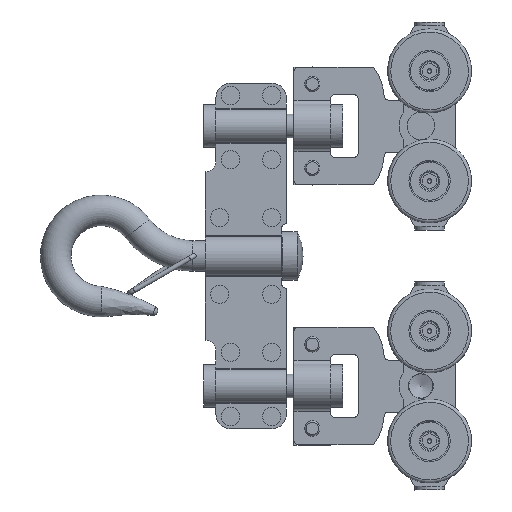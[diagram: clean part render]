
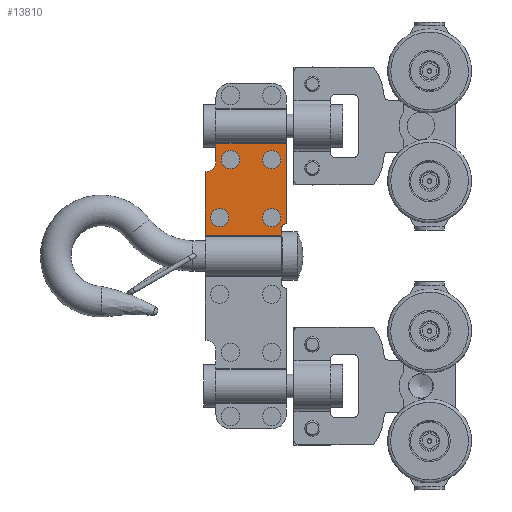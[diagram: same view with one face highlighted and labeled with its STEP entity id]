
A CAD part, front view. The second image highlights one B-rep face of the part: STEP entity #13810.
In plain terms, the highlighted planar face has unit normal (0, -1, 0).
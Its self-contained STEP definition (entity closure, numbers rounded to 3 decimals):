
#723=LINE('',#22486,#1480);
#781=LINE('',#23185,#1538);
#792=LINE('',#23221,#1549);
#800=LINE('',#23255,#1557);
#804=LINE('',#23265,#1561);
#808=LINE('',#23282,#1565);
#809=LINE('',#23284,#1566);
#810=LINE('',#23285,#1567);
#1480=VECTOR('',#18227,10.);
#1538=VECTOR('',#18587,10.);
#1549=VECTOR('',#18628,10.);
#1557=VECTOR('',#18668,10.);
#1561=VECTOR('',#18680,10.);
#1565=VECTOR('',#18700,10.);
#1566=VECTOR('',#18701,10.);
#1567=VECTOR('',#18702,10.);
#2591=FACE_BOUND('',#4523,.T.);
#2592=FACE_BOUND('',#4524,.T.);
#2593=FACE_BOUND('',#4525,.T.);
#2594=FACE_BOUND('',#4526,.T.);
#3331=FACE_OUTER_BOUND('',#4522,.T.);
#4522=EDGE_LOOP('',(#10923,#10924,#10925,#10926,#10927,#10928,#10929,#10930,
#10931,#10932));
#4523=EDGE_LOOP('',(#10933));
#4524=EDGE_LOOP('',(#10934));
#4525=EDGE_LOOP('',(#10935));
#4526=EDGE_LOOP('',(#10936));
#5205=CIRCLE('',#15058,6.);
#5326=CIRCLE('',#15255,7.);
#5329=CIRCLE('',#15262,3.);
#5344=CIRCLE('',#15289,6.);
#5345=CIRCLE('',#15290,6.);
#5346=CIRCLE('',#15291,6.);
#6313=VERTEX_POINT('',#22426);
#6334=VERTEX_POINT('',#22484);
#6335=VERTEX_POINT('',#22485);
#6459=VERTEX_POINT('',#23181);
#6460=VERTEX_POINT('',#23183);
#6467=VERTEX_POINT('',#23207);
#6470=VERTEX_POINT('',#23219);
#6471=VERTEX_POINT('',#23223);
#6479=VERTEX_POINT('',#23252);
#6480=VERTEX_POINT('',#23254);
#6488=VERTEX_POINT('',#23283);
#6489=VERTEX_POINT('',#23286);
#6490=VERTEX_POINT('',#23288);
#6491=VERTEX_POINT('',#23290);
#7816=EDGE_CURVE('',#6313,#6313,#5205,.T.);
#7837=EDGE_CURVE('',#6334,#6335,#723,.T.);
#8004=EDGE_CURVE('',#6459,#6460,#781,.T.);
#8015=EDGE_CURVE('',#6460,#6467,#5326,.T.);
#8022=EDGE_CURVE('',#6335,#6470,#792,.T.);
#8023=EDGE_CURVE('',#6470,#6471,#5329,.T.);
#8038=EDGE_CURVE('',#6480,#6479,#800,.T.);
#8044=EDGE_CURVE('',#6480,#6471,#804,.T.);
#8053=EDGE_CURVE('',#6459,#6479,#808,.T.);
#8054=EDGE_CURVE('',#6467,#6488,#809,.T.);
#8055=EDGE_CURVE('',#6334,#6488,#810,.T.);
#8056=EDGE_CURVE('',#6489,#6489,#5344,.T.);
#8057=EDGE_CURVE('',#6490,#6490,#5345,.T.);
#8058=EDGE_CURVE('',#6491,#6491,#5346,.T.);
#10923=ORIENTED_EDGE('',*,*,#8053,.F.);
#10924=ORIENTED_EDGE('',*,*,#8004,.T.);
#10925=ORIENTED_EDGE('',*,*,#8015,.T.);
#10926=ORIENTED_EDGE('',*,*,#8054,.T.);
#10927=ORIENTED_EDGE('',*,*,#8055,.F.);
#10928=ORIENTED_EDGE('',*,*,#7837,.T.);
#10929=ORIENTED_EDGE('',*,*,#8022,.T.);
#10930=ORIENTED_EDGE('',*,*,#8023,.T.);
#10931=ORIENTED_EDGE('',*,*,#8044,.F.);
#10932=ORIENTED_EDGE('',*,*,#8038,.T.);
#10933=ORIENTED_EDGE('',*,*,#8056,.T.);
#10934=ORIENTED_EDGE('',*,*,#8057,.T.);
#10935=ORIENTED_EDGE('',*,*,#7816,.T.);
#10936=ORIENTED_EDGE('',*,*,#8058,.T.);
#12204=PLANE('',#15288);
#13810=ADVANCED_FACE('',(#3331,#2591,#2592,#2593,#2594),#12204,.T.);
#15058=AXIS2_PLACEMENT_3D('',#22427,#18153,#18154);
#15255=AXIS2_PLACEMENT_3D('',#23208,#18612,#18613);
#15262=AXIS2_PLACEMENT_3D('',#23224,#18631,#18632);
#15288=AXIS2_PLACEMENT_3D('',#23281,#18698,#18699);
#15289=AXIS2_PLACEMENT_3D('',#23287,#18703,#18704);
#15290=AXIS2_PLACEMENT_3D('',#23289,#18705,#18706);
#15291=AXIS2_PLACEMENT_3D('',#23291,#18707,#18708);
#18153=DIRECTION('center_axis',(0.,1.,0.));
#18154=DIRECTION('ref_axis',(1.,0.,0.));
#18227=DIRECTION('',(0.,0.,1.));
#18587=DIRECTION('',(0.,0.,-1.));
#18612=DIRECTION('center_axis',(0.,1.,0.));
#18613=DIRECTION('ref_axis',(1.,0.,0.));
#18628=DIRECTION('',(0.,0.,1.));
#18631=DIRECTION('center_axis',(0.,1.,0.));
#18632=DIRECTION('ref_axis',(-1.,0.,0.));
#18668=DIRECTION('',(-1.,0.,0.));
#18680=DIRECTION('',(0.,0.,-1.));
#18698=DIRECTION('center_axis',(0.,-1.,0.));
#18699=DIRECTION('ref_axis',(1.,0.,0.));
#18700=DIRECTION('',(0.,0.,1.));
#18701=DIRECTION('',(0.,0.,-1.));
#18702=DIRECTION('',(-1.,0.,0.));
#18703=DIRECTION('center_axis',(0.,1.,0.));
#18704=DIRECTION('ref_axis',(1.,0.,0.));
#18705=DIRECTION('center_axis',(0.,1.,0.));
#18706=DIRECTION('ref_axis',(1.,0.,0.));
#18707=DIRECTION('center_axis',(0.,1.,0.));
#18708=DIRECTION('ref_axis',(1.,0.,0.));
#22426=CARTESIAN_POINT('',(15.5,0.,-88.));
#22427=CARTESIAN_POINT('Origin',(9.5,0.,
-88.));
#22484=CARTESIAN_POINT('',(50.,0.,-99.323));
#22485=CARTESIAN_POINT('',(50.,0.,-97.793));
#22486=CARTESIAN_POINT('',(50.,0.,-76.289));
#23181=CARTESIAN_POINT('',(7.,0.,-41.675));
#23183=CARTESIAN_POINT('',(7.,0.,-51.));
#23185=CARTESIAN_POINT('',(7.,0.,-24.539));
#23207=CARTESIAN_POINT('',(0.,0.,-58.));
#23208=CARTESIAN_POINT('Origin',(0.,0.,
-51.));
#23219=CARTESIAN_POINT('',(50.,0.,-95.));
#23221=CARTESIAN_POINT('',(50.,0.,-76.289));
#23223=CARTESIAN_POINT('',(53.,0.,-92.));
#23224=CARTESIAN_POINT('Origin',(53.,0.,
-95.));
#23252=CARTESIAN_POINT('',(7.,0.,-39.579));
#23254=CARTESIAN_POINT('',(53.,0.,-39.579));
#23255=CARTESIAN_POINT('',(53.,0.,-39.579));
#23265=CARTESIAN_POINT('',(53.,0.,-39.579));
#23281=CARTESIAN_POINT('Origin',(53.,0.,
-39.579));
#23282=CARTESIAN_POINT('',(7.,0.,-33.789));
#23283=CARTESIAN_POINT('',(0.,0.,-99.323));
#23284=CARTESIAN_POINT('',(0.,0.,-39.579));
#23285=CARTESIAN_POINT('',(53.,0.,-99.323));
#23286=CARTESIAN_POINT('',(49.5,0.,-88.));
#23287=CARTESIAN_POINT('Origin',(43.5,0.,
-88.));
#23288=CARTESIAN_POINT('',(22.5,0.,-50.));
#23289=CARTESIAN_POINT('Origin',(16.5,0.,
-50.));
#23290=CARTESIAN_POINT('',(49.5,0.,-50.));
#23291=CARTESIAN_POINT('Origin',(43.5,0.,
-50.));
